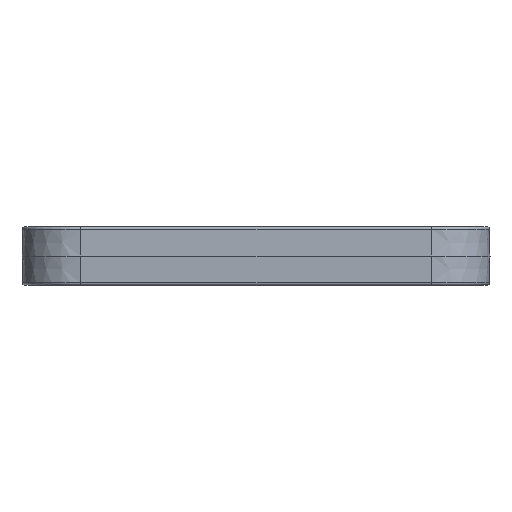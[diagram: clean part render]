
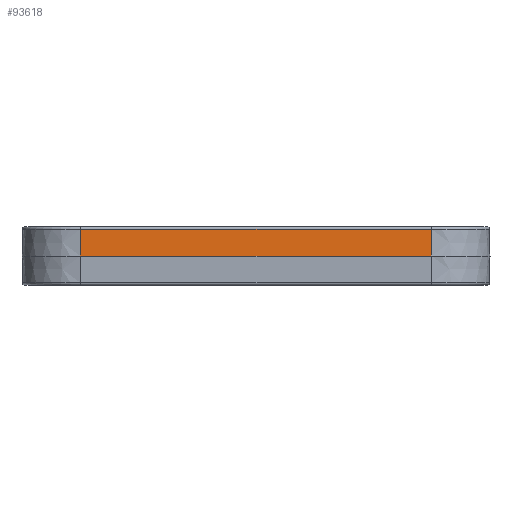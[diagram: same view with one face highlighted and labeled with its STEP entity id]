
A CAD part, left-side view. The second image highlights one B-rep face of the part: STEP entity #93618.
In plain terms, the highlighted planar face has unit normal (-1, 0, 0.018).
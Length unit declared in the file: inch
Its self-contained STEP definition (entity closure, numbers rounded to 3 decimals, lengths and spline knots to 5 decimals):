
#419 = DIRECTION ( 'NONE',  ( 0., 1., 0. ) ) ;
#3250 = VERTEX_POINT ( 'NONE', #7869 ) ;
#4737 = AXIS2_PLACEMENT_3D ( 'NONE', #79021, #21154, #13085 ) ;
#7071 = LINE ( 'NONE', #23616, #8360 ) ;
#7869 = CARTESIAN_POINT ( 'NONE',  ( -0.24799, 0., 0.11517 ) ) ;
#8360 = VECTOR ( 'NONE', #419, 39.37008 ) ;
#9513 = ORIENTED_EDGE ( 'NONE', *, *, #74040, .T. ) ;
#10658 = VERTEX_POINT ( 'NONE', #19431 ) ;
#13085 = DIRECTION ( 'NONE',  ( 0.017, 0., 1. ) ) ;
#13222 = ORIENTED_EDGE ( 'NONE', *, *, #16575, .T. ) ;
#14929 = EDGE_LOOP ( 'NONE', ( #9513, #35188, #13222, #37074 ) ) ;
#16404 = CARTESIAN_POINT ( 'NONE',  ( -0.24799, -1.5, 0.11517 ) ) ;
#16575 = EDGE_CURVE ( 'NONE', #3250, #59680, #22764, .T. ) ;
#16810 = EDGE_CURVE ( 'NONE', #59680, #10658, #39533, .T. ) ;
#19431 = CARTESIAN_POINT ( 'NONE',  ( -0.25, -1.5, 0. ) ) ;
#21154 = DIRECTION ( 'NONE',  ( -1., 0., 0.017 ) ) ;
#21485 = CARTESIAN_POINT ( 'NONE',  ( -0.25, 0., 0. ) ) ;
#22764 = LINE ( 'NONE', #66410, #88211 ) ;
#23616 = CARTESIAN_POINT ( 'NONE',  ( -0.24799, 0., 0.11517 ) ) ;
#35188 = ORIENTED_EDGE ( 'NONE', *, *, #38186, .T. ) ;
#35366 = FACE_OUTER_BOUND ( 'NONE', #14929, .T. ) ;
#37074 = ORIENTED_EDGE ( 'NONE', *, *, #16810, .T. ) ;
#38186 = EDGE_CURVE ( 'NONE', #53002, #3250, #7071, .T. ) ;
#39533 = LINE ( 'NONE', #82277, #50424 ) ;
#42368 = VECTOR ( 'NONE', #50761, 39.37008 ) ;
#42700 = LINE ( 'NONE', #78300, #42368 ) ;
#49128 = PLANE ( 'NONE',  #4737 ) ;
#50424 = VECTOR ( 'NONE', #76549, 39.37008 ) ;
#50761 = DIRECTION ( 'NONE',  ( 0.017, 0., 1. ) ) ;
#53002 = VERTEX_POINT ( 'NONE', #16404 ) ;
#59680 = VERTEX_POINT ( 'NONE', #21485 ) ;
#66410 = CARTESIAN_POINT ( 'NONE',  ( -0.25, 0., 0. ) ) ;
#74040 = EDGE_CURVE ( 'NONE', #10658, #53002, #42700, .T. ) ;
#76549 = DIRECTION ( 'NONE',  ( 0., -1., 0. ) ) ;
#78300 = CARTESIAN_POINT ( 'NONE',  ( -0.25, -1.5, 0. ) ) ;
#79021 = CARTESIAN_POINT ( 'NONE',  ( -0.25, 0., 0. ) ) ;
#81136 = DIRECTION ( 'NONE',  ( -0.017, 0., -1. ) ) ;
#82277 = CARTESIAN_POINT ( 'NONE',  ( -0.25, 0., 0. ) ) ;
#88211 = VECTOR ( 'NONE', #81136, 39.37008 ) ;
#93618 = ADVANCED_FACE ( 'NONE', ( #35366 ), #49128, .T. ) ;
